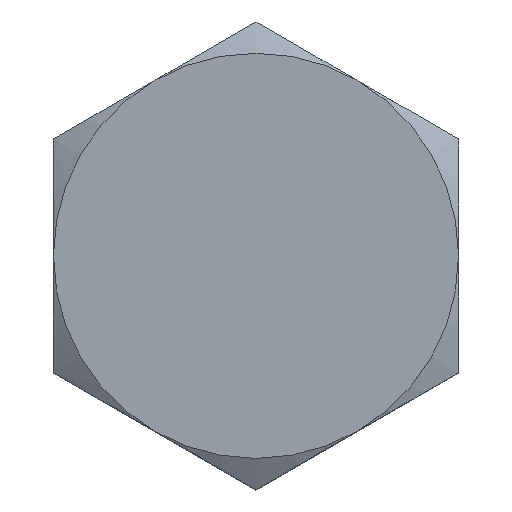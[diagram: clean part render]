
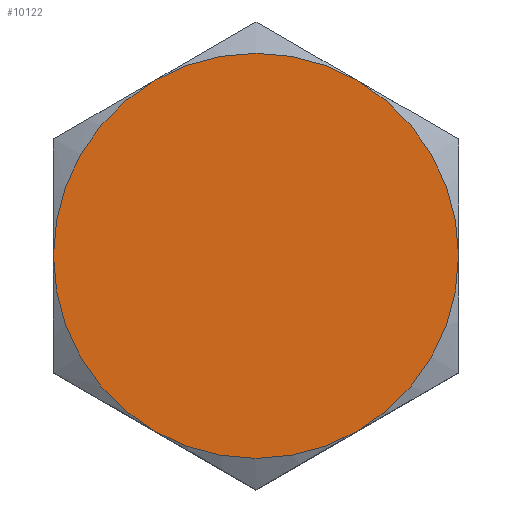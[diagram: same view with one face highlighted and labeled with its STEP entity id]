
A CAD part, top view. The second image highlights one B-rep face of the part: STEP entity #10122.
In plain terms, the highlighted planar face has unit normal (0, 0, 1).
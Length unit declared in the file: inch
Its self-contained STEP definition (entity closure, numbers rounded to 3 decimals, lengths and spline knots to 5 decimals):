
#774 = AXIS2_PLACEMENT_3D ( 'NONE', #909, #845, #844 ) ;
#789 = DIRECTION ( 'NONE',  ( 1., 0., 0. ) ) ;
#790 = DIRECTION ( 'NONE',  ( 0., 0., 1. ) ) ;
#791 = CARTESIAN_POINT ( 'NONE',  ( 0., 0., 0.291 ) ) ;
#792 = AXIS2_PLACEMENT_3D ( 'NONE', #791, #790, #789 ) ;
#811 = DIRECTION ( 'NONE',  ( 0., 1., 0. ) ) ;
#812 = DIRECTION ( 'NONE',  ( 0., 0., -1. ) ) ;
#813 = CARTESIAN_POINT ( 'NONE',  ( 0., 0., 0.291 ) ) ;
#814 = CIRCLE ( 'NONE', #920, 0.3125 ) ;
#836 = CARTESIAN_POINT ( 'NONE',  ( -0.15625, 0.27063, 0.291 ) ) ;
#838 = DIRECTION ( 'NONE',  ( -1., 0., 0. ) ) ;
#839 = DIRECTION ( 'NONE',  ( 0., 0., -1. ) ) ;
#840 = CARTESIAN_POINT ( 'NONE',  ( 0., 0., 0.291 ) ) ;
#841 = PLANE ( 'NONE',  #792 ) ;
#844 = DIRECTION ( 'NONE',  ( 0., 1., 0. ) ) ;
#845 = DIRECTION ( 'NONE',  ( 0., 0., -1. ) ) ;
#846 = FACE_OUTER_BOUND ( 'NONE', #10125, .T. ) ;
#847 = CIRCLE ( 'NONE', #849, 0.3125 ) ;
#849 = AXIS2_PLACEMENT_3D ( 'NONE', #840, #839, #838 ) ;
#882 = CIRCLE ( 'NONE', #774, 0.3125 ) ;
#887 = CARTESIAN_POINT ( 'NONE',  ( 0.3125, 0., 0.291 ) ) ;
#909 = CARTESIAN_POINT ( 'NONE',  ( 0., 0., 0.291 ) ) ;
#920 = AXIS2_PLACEMENT_3D ( 'NONE', #813, #812, #811 ) ;
#1987 = CARTESIAN_POINT ( 'NONE',  ( -0.3125, 0., 0.291 ) ) ;
#1995 = DIRECTION ( 'NONE',  ( 0., 1., 0. ) ) ;
#1996 = DIRECTION ( 'NONE',  ( 0., 0., -1. ) ) ;
#2003 = AXIS2_PLACEMENT_3D ( 'NONE', #2037, #1996, #1995 ) ;
#2037 = CARTESIAN_POINT ( 'NONE',  ( 0., 0., 0.291 ) ) ;
#2085 = DIRECTION ( 'NONE',  ( 0., 1., 0. ) ) ;
#2086 = DIRECTION ( 'NONE',  ( 0., 0., -1. ) ) ;
#2087 = CARTESIAN_POINT ( 'NONE',  ( 0., 0., 0.291 ) ) ;
#2089 = CIRCLE ( 'NONE', #2096, 0.3125 ) ;
#2096 = AXIS2_PLACEMENT_3D ( 'NONE', #2087, #2086, #2085 ) ;
#2101 = CARTESIAN_POINT ( 'NONE',  ( 0.15625, 0.27063, 0.291 ) ) ;
#2123 = CARTESIAN_POINT ( 'NONE',  ( -0.15625, -0.27063, 0.291 ) ) ;
#2124 = CARTESIAN_POINT ( 'NONE',  ( 0.15625, -0.27063, 0.291 ) ) ;
#2125 = DIRECTION ( 'NONE',  ( 0., 1., 0. ) ) ;
#2126 = DIRECTION ( 'NONE',  ( 0., 0., -1. ) ) ;
#2127 = CARTESIAN_POINT ( 'NONE',  ( 0., 0., 0.291 ) ) ;
#2128 = AXIS2_PLACEMENT_3D ( 'NONE', #2127, #2126, #2125 ) ;
#2129 = CIRCLE ( 'NONE', #2003, 0.3125 ) ;
#2132 = CIRCLE ( 'NONE', #2128, 0.3125 ) ;
#10119 = EDGE_CURVE ( 'NONE', #10384, #10124, #882, .T. ) ;
#10121 = EDGE_CURVE ( 'NONE', #10124, #10422, #847, .T. ) ;
#10122 = ADVANCED_FACE ( 'NONE', ( #846 ), #841, .T. ) ;
#10123 = VERTEX_POINT ( 'NONE', #887 ) ;
#10124 = VERTEX_POINT ( 'NONE', #836 ) ;
#10125 = EDGE_LOOP ( 'NONE', ( #10362, #10367, #10133, #10366, #10365, #10385 ) ) ;
#10133 = ORIENTED_EDGE ( 'NONE', *, *, #10368, .F. ) ;
#10160 = EDGE_CURVE ( 'NONE', #10370, #10384, #814, .T. ) ;
#10362 = ORIENTED_EDGE ( 'NONE', *, *, #10160, .F. ) ;
#10365 = ORIENTED_EDGE ( 'NONE', *, *, #10121, .F. ) ;
#10366 = ORIENTED_EDGE ( 'NONE', *, *, #10379, .F. ) ;
#10367 = ORIENTED_EDGE ( 'NONE', *, *, #10424, .F. ) ;
#10368 = EDGE_CURVE ( 'NONE', #10123, #10369, #2132, .T. ) ;
#10369 = VERTEX_POINT ( 'NONE', #2124 ) ;
#10370 = VERTEX_POINT ( 'NONE', #2123 ) ;
#10379 = EDGE_CURVE ( 'NONE', #10422, #10123, #2129, .T. ) ;
#10384 = VERTEX_POINT ( 'NONE', #1987 ) ;
#10385 = ORIENTED_EDGE ( 'NONE', *, *, #10119, .F. ) ;
#10422 = VERTEX_POINT ( 'NONE', #2101 ) ;
#10424 = EDGE_CURVE ( 'NONE', #10369, #10370, #2089, .T. ) ;
